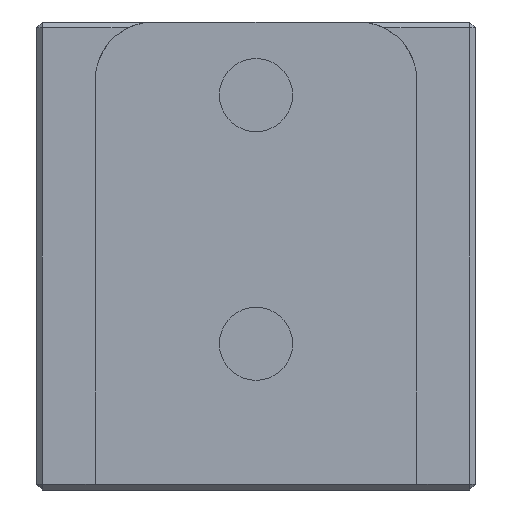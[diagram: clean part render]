
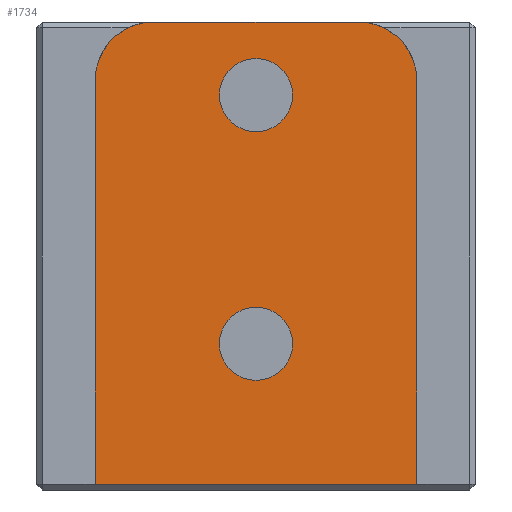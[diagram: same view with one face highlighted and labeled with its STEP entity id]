
A CAD part, left-side view. The second image highlights one B-rep face of the part: STEP entity #1734.
In plain terms, the highlighted planar face has unit normal (-1, 0, 0).
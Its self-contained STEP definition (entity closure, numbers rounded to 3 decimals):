
#18=FACE_BOUND('',#271,.T.);
#19=FACE_BOUND('',#272,.T.);
#68=PLANE('',#1919);
#165=FACE_OUTER_BOUND('',#270,.T.);
#270=EDGE_LOOP('',(#1398,#1399,#1400,#1401,#1402,#1403));
#271=EDGE_LOOP('',(#1404));
#272=EDGE_LOOP('',(#1405));
#433=LINE('',#2838,#600);
#437=LINE('',#2852,#604);
#441=LINE('',#2866,#608);
#444=LINE('',#2870,#611);
#600=VECTOR('',#2313,10.);
#604=VECTOR('',#2327,10.);
#608=VECTOR('',#2341,10.);
#611=VECTOR('',#2346,10.);
#723=CIRCLE('',#1902,1.25);
#725=CIRCLE('',#1905,1.25);
#729=CIRCLE('',#1911,2.);
#732=CIRCLE('',#1916,2.);
#848=VERTEX_POINT('',#2820);
#850=VERTEX_POINT('',#2826);
#854=VERTEX_POINT('',#2835);
#855=VERTEX_POINT('',#2837);
#858=VERTEX_POINT('',#2845);
#860=VERTEX_POINT('',#2851);
#863=VERTEX_POINT('',#2859);
#865=VERTEX_POINT('',#2865);
#1053=EDGE_CURVE('',#848,#848,#723,.T.);
#1056=EDGE_CURVE('',#850,#850,#725,.T.);
#1061=EDGE_CURVE('',#855,#854,#433,.T.);
#1065=EDGE_CURVE('',#858,#855,#729,.T.);
#1068=EDGE_CURVE('',#860,#858,#437,.T.);
#1072=EDGE_CURVE('',#863,#860,#732,.T.);
#1075=EDGE_CURVE('',#865,#863,#441,.T.);
#1078=EDGE_CURVE('',#854,#865,#444,.T.);
#1398=ORIENTED_EDGE('',*,*,#1078,.T.);
#1399=ORIENTED_EDGE('',*,*,#1075,.T.);
#1400=ORIENTED_EDGE('',*,*,#1072,.T.);
#1401=ORIENTED_EDGE('',*,*,#1068,.T.);
#1402=ORIENTED_EDGE('',*,*,#1065,.T.);
#1403=ORIENTED_EDGE('',*,*,#1061,.T.);
#1404=ORIENTED_EDGE('',*,*,#1056,.T.);
#1405=ORIENTED_EDGE('',*,*,#1053,.T.);
#1734=ADVANCED_FACE('',(#165,#18,#19),#68,.T.);
#1902=AXIS2_PLACEMENT_3D('',#2821,#2297,#2298);
#1905=AXIS2_PLACEMENT_3D('',#2827,#2304,#2305);
#1911=AXIS2_PLACEMENT_3D('',#2846,#2321,#2322);
#1916=AXIS2_PLACEMENT_3D('',#2860,#2335,#2336);
#1919=AXIS2_PLACEMENT_3D('',#2871,#2347,#2348);
#2297=DIRECTION('center_axis',(1.,0.,0.));
#2298=DIRECTION('ref_axis',(0.,-1.,0.));
#2304=DIRECTION('center_axis',(1.,0.,0.));
#2305=DIRECTION('ref_axis',(0.,-1.,0.));
#2313=DIRECTION('',(0.,0.,-1.));
#2321=DIRECTION('center_axis',(-1.,0.,0.));
#2322=DIRECTION('ref_axis',(0.,0.,1.));
#2327=DIRECTION('',(0.,1.,0.));
#2335=DIRECTION('center_axis',(-1.,0.,0.));
#2336=DIRECTION('ref_axis',(0.,-1.,0.));
#2341=DIRECTION('',(0.,0.,1.));
#2346=DIRECTION('',(0.,-1.,0.));
#2347=DIRECTION('center_axis',(-1.,0.,0.));
#2348=DIRECTION('ref_axis',(0.,-1.,0.));
#2820=CARTESIAN_POINT('',(-12.5,1.25,16.5));
#2821=CARTESIAN_POINT('Origin',(-12.5,0.,
16.5));
#2826=CARTESIAN_POINT('',(-12.5,1.25,8.));
#2827=CARTESIAN_POINT('Origin',(-12.5,0.,
8.));
#2835=CARTESIAN_POINT('',(-12.5,5.5,3.2));
#2837=CARTESIAN_POINT('',(-12.5,5.5,17.));
#2838=CARTESIAN_POINT('',(-12.5,5.5,17.));
#2845=CARTESIAN_POINT('',(-12.5,3.5,19.));
#2846=CARTESIAN_POINT('Origin',(-12.5,3.5,17.));
#2851=CARTESIAN_POINT('',(-12.5,-3.5,19.));
#2852=CARTESIAN_POINT('',(-12.5,-3.5,19.));
#2859=CARTESIAN_POINT('',(-12.5,-5.5,17.));
#2860=CARTESIAN_POINT('Origin',(-12.5,-3.5,17.));
#2865=CARTESIAN_POINT('',(-12.5,-5.5,3.2));
#2866=CARTESIAN_POINT('',(-12.5,-5.5,3.));
#2870=CARTESIAN_POINT('',(-12.5,7.3,3.2));
#2871=CARTESIAN_POINT('Origin',(-12.5,0.,
11.1));
